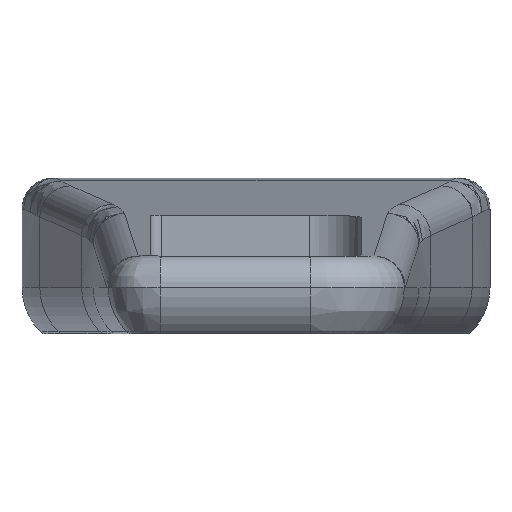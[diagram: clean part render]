
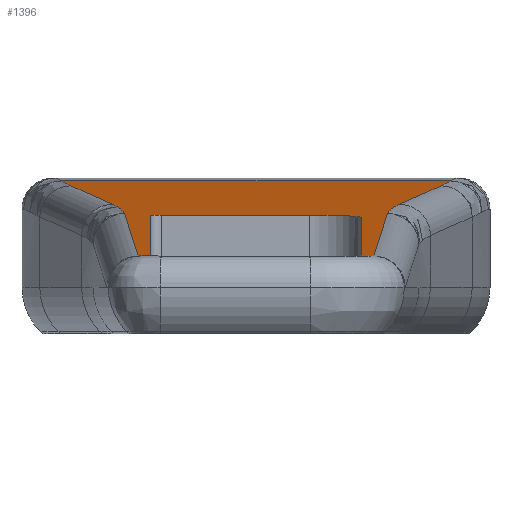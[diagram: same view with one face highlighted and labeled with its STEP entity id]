
A CAD part, left-side view. The second image highlights one B-rep face of the part: STEP entity #1396.
In plain terms, the highlighted planar face has unit normal (-0.048, 0, 0.999).
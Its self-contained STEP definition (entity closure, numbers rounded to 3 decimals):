
#29=ELLIPSE('',#1552,118.934,118.8);
#31=ELLIPSE('',#1557,81.292,81.2);
#33=ELLIPSE('',#1564,118.934,118.8);
#34=ELLIPSE('',#1568,81.292,81.2);
#35=ELLIPSE('',#1583,0.4,0.4);
#36=ELLIPSE('',#1590,2.002,2.);
#71=PLANE('',#1589);
#134=LINE('',#2334,#231);
#138=LINE('',#2359,#235);
#140=LINE('',#2440,#237);
#142=LINE('',#2468,#239);
#144=LINE('',#2524,#241);
#145=LINE('',#2549,#242);
#146=LINE('',#2554,#243);
#150=LINE('',#2565,#247);
#158=LINE('',#2587,#255);
#164=LINE('',#2600,#261);
#165=LINE('',#2603,#262);
#166=LINE('',#2606,#263);
#231=VECTOR('',#1883,10.);
#235=VECTOR('',#1899,10.);
#237=VECTOR('',#1945,10.);
#239=VECTOR('',#1955,10.);
#241=VECTOR('',#1971,10.);
#242=VECTOR('',#1978,10.);
#243=VECTOR('',#1985,10.);
#247=VECTOR('',#1993,10.);
#255=VECTOR('',#2021,10.);
#261=VECTOR('',#2035,10.);
#262=VECTOR('',#2038,10.);
#263=VECTOR('',#2041,10.);
#382=FACE_OUTER_BOUND('',#472,.T.);
#472=EDGE_LOOP('',(#1256,#1257,#1258,#1259,#1260,#1261,#1262,#1263,#1264,
#1265,#1266,#1267,#1268,#1269,#1270,#1271,#1272,#1273));
#645=VERTEX_POINT('',#2328);
#647=VERTEX_POINT('',#2332);
#652=VERTEX_POINT('',#2356);
#653=VERTEX_POINT('',#2358);
#658=VERTEX_POINT('',#2401);
#660=VERTEX_POINT('',#2432);
#662=VERTEX_POINT('',#2438);
#664=VERTEX_POINT('',#2463);
#665=VERTEX_POINT('',#2492);
#666=VERTEX_POINT('',#2518);
#667=VERTEX_POINT('',#2522);
#668=VERTEX_POINT('',#2545);
#669=VERTEX_POINT('',#2553);
#674=VERTEX_POINT('',#2563);
#677=VERTEX_POINT('',#2581);
#678=VERTEX_POINT('',#2583);
#682=VERTEX_POINT('',#2602);
#683=VERTEX_POINT('',#2604);
#812=EDGE_CURVE('',#647,#645,#134,.T.);
#820=EDGE_CURVE('',#652,#653,#138,.T.);
#836=EDGE_CURVE('',#660,#658,#29,.T.);
#839=EDGE_CURVE('',#662,#660,#140,.T.);
#842=EDGE_CURVE('',#664,#662,#31,.T.);
#844=EDGE_CURVE('',#653,#664,#142,.T.);
#850=EDGE_CURVE('',#665,#666,#33,.T.);
#852=EDGE_CURVE('',#666,#667,#144,.T.);
#854=EDGE_CURVE('',#667,#668,#34,.T.);
#855=EDGE_CURVE('',#668,#647,#145,.T.);
#857=EDGE_CURVE('',#645,#669,#146,.T.);
#863=EDGE_CURVE('',#674,#652,#150,.T.);
#871=EDGE_CURVE('',#677,#678,#35,.T.);
#873=EDGE_CURVE('',#678,#674,#158,.T.);
#880=EDGE_CURVE('',#658,#665,#164,.T.);
#881=EDGE_CURVE('',#682,#677,#165,.T.);
#882=EDGE_CURVE('',#683,#682,#36,.T.);
#883=EDGE_CURVE('',#669,#683,#166,.T.);
#1256=ORIENTED_EDGE('',*,*,#844,.F.);
#1257=ORIENTED_EDGE('',*,*,#820,.F.);
#1258=ORIENTED_EDGE('',*,*,#863,.F.);
#1259=ORIENTED_EDGE('',*,*,#873,.F.);
#1260=ORIENTED_EDGE('',*,*,#871,.F.);
#1261=ORIENTED_EDGE('',*,*,#881,.F.);
#1262=ORIENTED_EDGE('',*,*,#882,.F.);
#1263=ORIENTED_EDGE('',*,*,#883,.F.);
#1264=ORIENTED_EDGE('',*,*,#857,.F.);
#1265=ORIENTED_EDGE('',*,*,#812,.F.);
#1266=ORIENTED_EDGE('',*,*,#855,.F.);
#1267=ORIENTED_EDGE('',*,*,#854,.F.);
#1268=ORIENTED_EDGE('',*,*,#852,.F.);
#1269=ORIENTED_EDGE('',*,*,#850,.F.);
#1270=ORIENTED_EDGE('',*,*,#880,.F.);
#1271=ORIENTED_EDGE('',*,*,#836,.F.);
#1272=ORIENTED_EDGE('',*,*,#839,.F.);
#1273=ORIENTED_EDGE('',*,*,#842,.F.);
#1396=ADVANCED_FACE('',(#382),#71,.F.);
#1552=AXIS2_PLACEMENT_3D('',#2434,#1937,#1938);
#1557=AXIS2_PLACEMENT_3D('',#2465,#1949,#1950);
#1564=AXIS2_PLACEMENT_3D('',#2520,#1965,#1966);
#1568=AXIS2_PLACEMENT_3D('',#2547,#1974,#1975);
#1583=AXIS2_PLACEMENT_3D('',#2584,#2016,#2017);
#1589=AXIS2_PLACEMENT_3D('',#2601,#2036,#2037);
#1590=AXIS2_PLACEMENT_3D('',#2605,#2039,#2040);
#1883=DIRECTION('',(0.,1.,0.));
#1899=DIRECTION('',(0.,1.,0.));
#1937=DIRECTION('center_axis',(0.047,0.,
-0.999));
#1938=DIRECTION('ref_axis',(-0.999,0.,-0.047));
#1945=DIRECTION('',(0.993,0.107,0.047));
#1949=DIRECTION('center_axis',(-0.047,0.,
0.999));
#1950=DIRECTION('ref_axis',(0.999,0.,0.047));
#1955=DIRECTION('',(0.999,0.015,0.047));
#1965=DIRECTION('center_axis',(0.047,0.,
-0.999));
#1966=DIRECTION('ref_axis',(-0.999,0.,-0.047));
#1971=DIRECTION('',(-0.993,0.107,-0.047));
#1974=DIRECTION('center_axis',(-0.047,0.,
0.999));
#1975=DIRECTION('ref_axis',(0.999,0.,0.047));
#1978=DIRECTION('',(-0.999,0.015,-0.047));
#1985=DIRECTION('',(0.,1.,0.));
#1993=DIRECTION('',(0.,1.,0.));
#2016=DIRECTION('center_axis',(-0.047,0.,
0.999));
#2017=DIRECTION('ref_axis',(0.999,0.,0.047));
#2021=DIRECTION('',(-0.999,0.,-0.047));
#2035=DIRECTION('',(0.,-1.,0.));
#2036=DIRECTION('center_axis',(0.047,0.,
-0.999));
#2037=DIRECTION('ref_axis',(0.999,0.,0.047));
#2038=DIRECTION('',(0.,1.,0.));
#2039=DIRECTION('center_axis',(-0.047,0.,
0.999));
#2040=DIRECTION('ref_axis',(-0.999,0.,-0.047));
#2041=DIRECTION('',(0.999,0.,0.047));
#2328=CARTESIAN_POINT('',(-14.55,-4.533,3.));
#2332=CARTESIAN_POINT('',(-14.55,-4.534,3.));
#2334=CARTESIAN_POINT('',(-14.55,4.05,3.));
#2356=CARTESIAN_POINT('',(-14.55,4.533,3.));
#2358=CARTESIAN_POINT('',(-14.55,4.534,3.));
#2359=CARTESIAN_POINT('',(-14.55,4.05,3.));
#2401=CARTESIAN_POINT('',(46.177,7.478,5.887));
#2432=CARTESIAN_POINT('',(42.236,7.122,5.7));
#2434=CARTESIAN_POINT('Origin',(54.914,-111.,6.303));
#2438=CARTESIAN_POINT('',(27.266,5.515,4.988));
#2440=CARTESIAN_POINT('',(17.083,4.422,4.504));
#2463=CARTESIAN_POINT('',(19.846,5.061,4.635));
#2465=CARTESIAN_POINT('Origin',(18.601,86.251,4.576));
#2468=CARTESIAN_POINT('',(4.391,4.824,3.901));
#2492=CARTESIAN_POINT('',(46.177,-7.478,5.887));
#2518=CARTESIAN_POINT('',(42.236,-7.122,5.7));
#2520=CARTESIAN_POINT('Origin',(54.914,111.,6.303));
#2522=CARTESIAN_POINT('',(27.266,-5.515,4.988));
#2524=CARTESIAN_POINT('',(4.182,-3.037,3.891));
#2545=CARTESIAN_POINT('',(19.846,-5.061,4.635));
#2547=CARTESIAN_POINT('Origin',(18.601,-86.251,4.576));
#2549=CARTESIAN_POINT('',(-17.372,-4.49,2.866));
#2553=CARTESIAN_POINT('',(-14.55,-4.05,3.));
#2554=CARTESIAN_POINT('',(-14.55,4.05,3.));
#2563=CARTESIAN_POINT('',(-14.55,4.05,3.));
#2565=CARTESIAN_POINT('',(-14.55,4.05,3.));
#2581=CARTESIAN_POINT('',(18.55,3.65,4.574));
#2583=CARTESIAN_POINT('',(18.15,4.05,4.555));
#2584=CARTESIAN_POINT('Origin',(18.15,3.65,4.555));
#2587=CARTESIAN_POINT('',(-16.545,4.05,2.905));
#2600=CARTESIAN_POINT('',(46.177,2.025,5.887));
#2601=CARTESIAN_POINT('Origin',(-14.55,4.05,3.));
#2602=CARTESIAN_POINT('',(18.55,-2.05,4.574));
#2603=CARTESIAN_POINT('',(18.55,4.05,4.574));
#2604=CARTESIAN_POINT('',(16.55,-4.05,4.479));
#2605=CARTESIAN_POINT('Origin',(16.55,-2.05,4.479));
#2606=CARTESIAN_POINT('',(0.965,-4.05,3.738));
